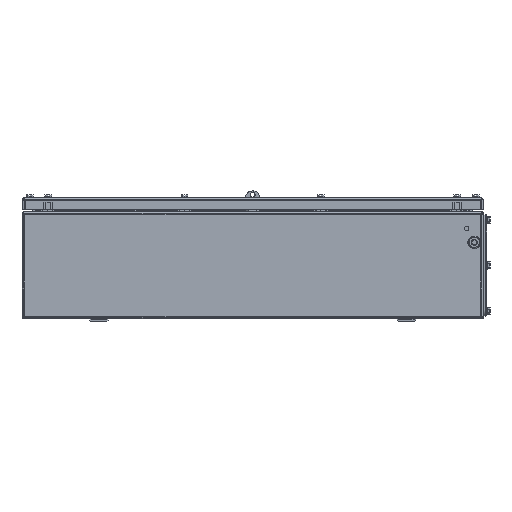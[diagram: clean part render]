
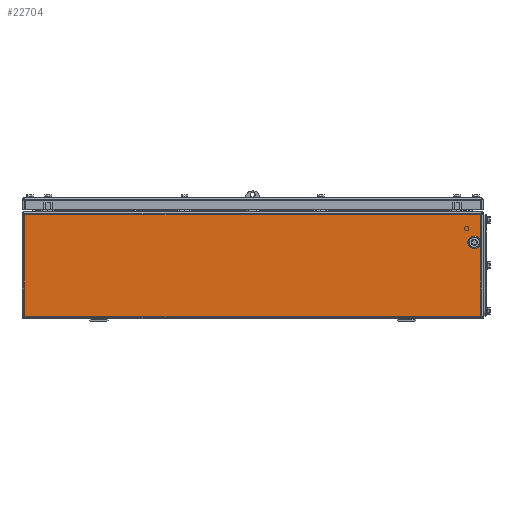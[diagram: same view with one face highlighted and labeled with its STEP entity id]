
A CAD part, left-side view. The second image highlights one B-rep face of the part: STEP entity #22704.
In plain terms, the highlighted planar face has unit normal (-1, 0, 0).
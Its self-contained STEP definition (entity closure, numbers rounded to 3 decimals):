
#22630=AXIS2_PLACEMENT_3D('Circle Axis2P3D',#22628,#22629,$) ;
#22650=AXIS2_PLACEMENT_3D('Plane Axis2P3D',#22647,#22648,#22649) ;
#22688=AXIS2_PLACEMENT_3D('Circle Axis2P3D',#22686,#22687,$) ;
#22594=CARTESIAN_POINT('Vertex',(25.5,20.85,125.04)) ;
#22597=CARTESIAN_POINT('Line Origine',(25.5,20.85,130.)) ;
#22601=CARTESIAN_POINT('Vertex',(25.5,20.85,134.96)) ;
#22628=CARTESIAN_POINT('Axis2P3D Location',(25.5,26.,130.)) ;
#22632=CARTESIAN_POINT('Vertex',(25.5,31.15,134.96)) ;
#22647=CARTESIAN_POINT('Axis2P3D Location',(25.5,11.,3.5)) ;
#22652=CARTESIAN_POINT('Line Origine',(25.5,770.,92.)) ;
#22656=CARTESIAN_POINT('Vertex',(25.5,770.,6.5)) ;
#22658=CARTESIAN_POINT('Vertex',(25.5,770.,177.5)) ;
#22661=CARTESIAN_POINT('Line Origine',(25.5,392.,6.5)) ;
#22665=CARTESIAN_POINT('Vertex',(25.5,14.,6.5)) ;
#22668=CARTESIAN_POINT('Line Origine',(25.5,14.,92.)) ;
#22672=CARTESIAN_POINT('Vertex',(25.5,14.,177.5)) ;
#22675=CARTESIAN_POINT('Line Origine',(25.5,392.,177.5)) ;
#22686=CARTESIAN_POINT('Axis2P3D Location',(25.5,26.,130.)) ;
#22690=CARTESIAN_POINT('Vertex',(25.5,31.15,125.04)) ;
#22693=CARTESIAN_POINT('Line Origine',(25.5,31.15,130.)) ;
#22598=DIRECTION('Vector Direction',(0.,0.,-1.)) ;
#22629=DIRECTION('Axis2P3D Direction',(-1.,0.,0.)) ;
#22648=DIRECTION('Axis2P3D Direction',(1.,0.,0.)) ;
#22649=DIRECTION('Axis2P3D XDirection',(0.,1.,0.)) ;
#22653=DIRECTION('Vector Direction',(0.,0.,1.)) ;
#22662=DIRECTION('Vector Direction',(0.,-1.,0.)) ;
#22669=DIRECTION('Vector Direction',(0.,0.,1.)) ;
#22676=DIRECTION('Vector Direction',(0.,1.,0.)) ;
#22687=DIRECTION('Axis2P3D Direction',(1.,0.,0.)) ;
#22694=DIRECTION('Vector Direction',(0.,0.,1.)) ;
#22599=VECTOR('Line Direction',#22598,1.) ;
#22654=VECTOR('Line Direction',#22653,1.) ;
#22663=VECTOR('Line Direction',#22662,1.) ;
#22670=VECTOR('Line Direction',#22669,1.) ;
#22677=VECTOR('Line Direction',#22676,1.) ;
#22695=VECTOR('Line Direction',#22694,1.) ;
#22681=ORIENTED_EDGE('',*,*,#22660,.F.) ;
#22682=ORIENTED_EDGE('',*,*,#22667,.F.) ;
#22683=ORIENTED_EDGE('',*,*,#22674,.T.) ;
#22684=ORIENTED_EDGE('',*,*,#22679,.F.) ;
#22699=ORIENTED_EDGE('',*,*,#22692,.F.) ;
#22700=ORIENTED_EDGE('',*,*,#22697,.F.) ;
#22701=ORIENTED_EDGE('',*,*,#22634,.F.) ;
#22702=ORIENTED_EDGE('',*,*,#22603,.F.) ;
#22703=FACE_BOUND('',#22698,.T.) ;
#22704=ADVANCED_FACE('ZUB_KTB_MH_765020_1GP_AllCATPart.2\\ZUB_GH_KTB_MH_762x508x150_4GP.1\\GH_KTB_MH_QL_FS_PART_Multi-Master.1\\Koerper.2',(#22685,#22703),#22651,.F.) ;
#22631=CIRCLE('generated circle',#22630,7.15) ;
#22689=CIRCLE('generated circle',#22688,7.15) ;
#22603=EDGE_CURVE('',#22595,#22602,#22600,.F.) ;
#22634=EDGE_CURVE('',#22602,#22633,#22631,.T.) ;
#22660=EDGE_CURVE('',#22657,#22659,#22655,.T.) ;
#22667=EDGE_CURVE('',#22666,#22657,#22664,.F.) ;
#22674=EDGE_CURVE('',#22666,#22673,#22671,.T.) ;
#22679=EDGE_CURVE('',#22659,#22673,#22678,.F.) ;
#22692=EDGE_CURVE('',#22691,#22595,#22689,.F.) ;
#22697=EDGE_CURVE('',#22633,#22691,#22696,.F.) ;
#22680=EDGE_LOOP('',(#22681,#22682,#22683,#22684)) ;
#22698=EDGE_LOOP('',(#22699,#22700,#22701,#22702)) ;
#22685=FACE_OUTER_BOUND('',#22680,.T.) ;
#22600=LINE('Line',#22597,#22599) ;
#22655=LINE('Line',#22652,#22654) ;
#22664=LINE('Line',#22661,#22663) ;
#22671=LINE('Line',#22668,#22670) ;
#22678=LINE('Line',#22675,#22677) ;
#22696=LINE('Line',#22693,#22695) ;
#22651=PLANE('',#22650) ;
#22595=VERTEX_POINT('',#22594) ;
#22602=VERTEX_POINT('',#22601) ;
#22633=VERTEX_POINT('',#22632) ;
#22657=VERTEX_POINT('',#22656) ;
#22659=VERTEX_POINT('',#22658) ;
#22666=VERTEX_POINT('',#22665) ;
#22673=VERTEX_POINT('',#22672) ;
#22691=VERTEX_POINT('',#22690) ;
